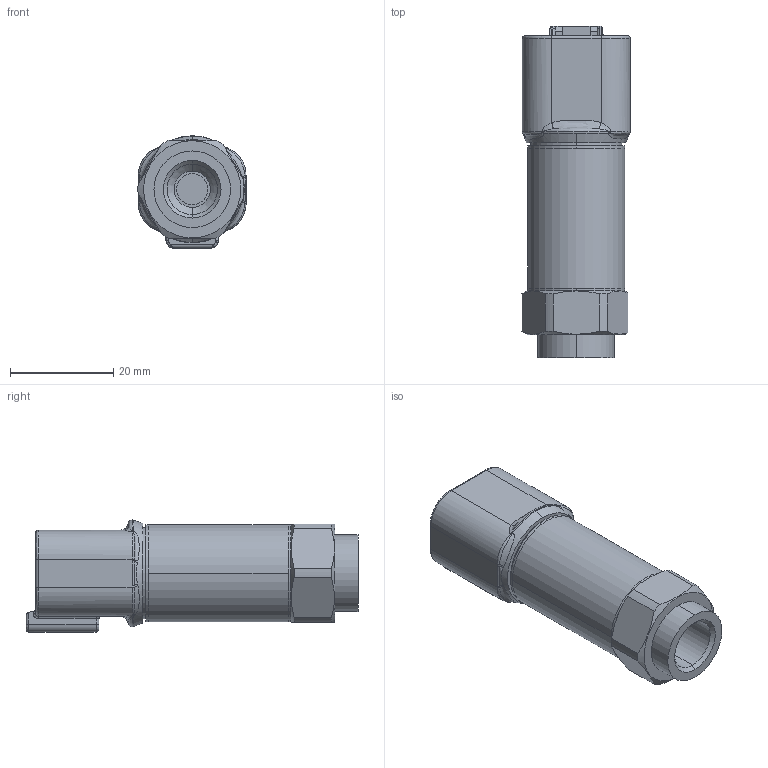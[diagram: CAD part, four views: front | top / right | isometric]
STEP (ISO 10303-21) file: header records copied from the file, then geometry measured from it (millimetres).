
FILE_DESCRIPTION (( 'STEP AP214' ), '1' );
FILE_NAME ('825X.XX.XX.44.D4.STEP', '2019-08-12T11:14:07', ( '' ), ( '' ), 'SwSTEP 2.0', 'SolidWorks 2016', '' );
FILE_SCHEMA (( 'AUTOMOTIVE_DESIGN' ));
Length unit declared in the file: millimetre
Products named in the file (4): 825X.XX.XX.44.D4; DEUTSCH_4P_D4; C23116_44_C23116; C21542_defeatured
Assembly tree (3 placements, depth 2):
  825X.XX.XX.44.D4
    C21542_defeatured
    C23116_44_C23116
    DEUTSCH_4P_D4
Bounding box: 20.91 x 64.19 x 21.72 mm (x, y, z)
Volume: 13221.1 mm3; surface area: 7438.1 mm2
Topology: 3 solids, 3 shells, 303 faces, 741 edges, 452 vertices
Faces by surface type: bspline 103, plane 89, cylinder 84, cone 25, torus 2
Entity records: 13076 total; most frequent: CARTESIAN_POINT 6050, ORIENTED_EDGE 1474, DIRECTION 1195, EDGE_CURVE 737, VERTEX_POINT 452, AXIS2_PLACEMENT_3D 440, EDGE_LOOP 321, LINE 315
